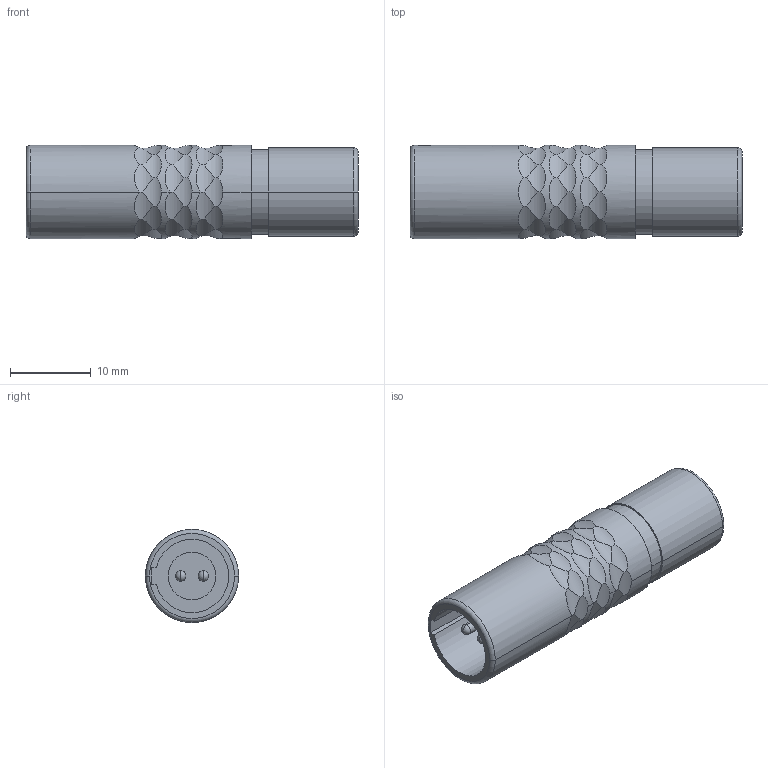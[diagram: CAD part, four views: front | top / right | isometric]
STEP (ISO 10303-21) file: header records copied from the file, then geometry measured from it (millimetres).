
FILE_DESCRIPTION((''),'2;1');
FILE_NAME('K11L0C-P02M','2014-02-03T',('RTrager'),(''),'PRO/ENGINEER BY PARAMETRIC TECHNOLOGY CORPORATION, 2013050','PRO/ENGINEER BY PARAMETRIC TECHNOLOGY CORPORATION, 2013050','');
FILE_SCHEMA(('CONFIG_CONTROL_DESIGN'));
Length unit declared in the file: millimetre
Products named in the file (1): K11L0C-P02M
Bounding box: 41 x 11.5 x 11.5 mm (x, y, z)
Volume: 2777.3 mm3; surface area: 2571.7 mm2
Topology: 1 solids, 1 shells, 133 faces, 348 edges, 224 vertices
Faces by surface type: cylinder 99, plane 20, torus 6, bspline 4, sphere 4
Entity records: 5948 total; most frequent: CARTESIAN_POINT 3015, ORIENTED_EDGE 688, DIRECTION 466, EDGE_CURVE 344, VERTEX_POINT 224, B_SPLINE_CURVE_WITH_KNOTS 206, AXIS2_PLACEMENT_3D 199, EDGE_LOOP 144
